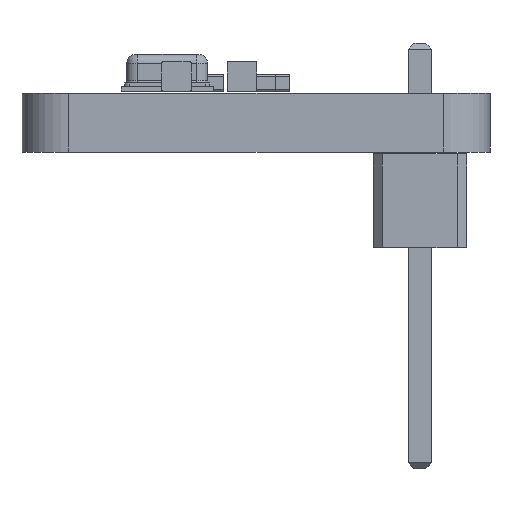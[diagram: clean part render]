
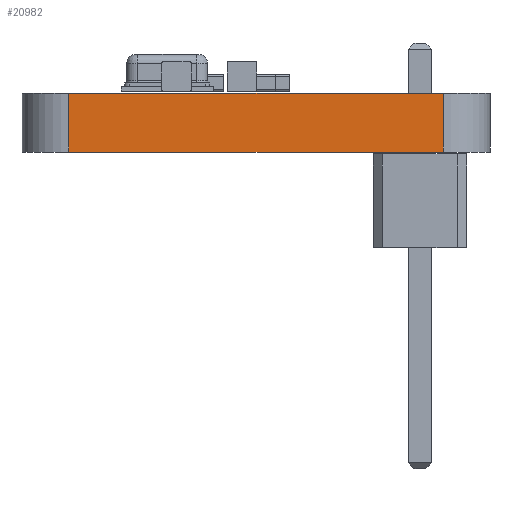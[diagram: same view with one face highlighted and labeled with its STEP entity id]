
A CAD part, left-side view. The second image highlights one B-rep face of the part: STEP entity #20982.
In plain terms, the highlighted planar face has unit normal (-1, 0, 0).
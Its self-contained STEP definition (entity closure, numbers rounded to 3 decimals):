
#20799 = CYLINDRICAL_SURFACE('',#20800,1.27);
#20800 = AXIS2_PLACEMENT_3D('',#20801,#20802,#20803);
#20801 = CARTESIAN_POINT('',(142.24,-98.425,0.));
#20802 = DIRECTION('',(0.,0.,-1.));
#20803 = DIRECTION('',(1.,0.,0.));
#20824 = VERTEX_POINT('',#20825);
#20825 = CARTESIAN_POINT('',(140.97,-98.425,1.6));
#20840 = PLANE('',#20841);
#20841 = AXIS2_PLACEMENT_3D('',#20842,#20843,#20844);
#20842 = CARTESIAN_POINT('',(147.32,-103.505,1.6));
#20843 = DIRECTION('',(0.,0.,1.));
#20844 = DIRECTION('',(1.,0.,0.));
#20852 = EDGE_CURVE('',#20853,#20824,#20855,.T.);
#20853 = VERTEX_POINT('',#20854);
#20854 = CARTESIAN_POINT('',(140.97,-98.425,0.));
#20855 = SURFACE_CURVE('',#20856,(#20860,#20867),.PCURVE_S1.);
#20856 = LINE('',#20857,#20858);
#20857 = CARTESIAN_POINT('',(140.97,-98.425,0.));
#20858 = VECTOR('',#20859,1.);
#20859 = DIRECTION('',(0.,0.,1.));
#20860 = PCURVE('',#20799,#20861);
#20861 = DEFINITIONAL_REPRESENTATION('',(#20862),#20866);
#20862 = LINE('',#20863,#20864);
#20863 = CARTESIAN_POINT('',(-3.142,0.));
#20864 = VECTOR('',#20865,1.);
#20865 = DIRECTION('',(0.,-1.));
#20866 = ( GEOMETRIC_REPRESENTATION_CONTEXT(2) 
PARAMETRIC_REPRESENTATION_CONTEXT() REPRESENTATION_CONTEXT('2D SPACE',''
  ) );
#20867 = PCURVE('',#20868,#20873);
#20868 = PLANE('',#20869);
#20869 = AXIS2_PLACEMENT_3D('',#20870,#20871,#20872);
#20870 = CARTESIAN_POINT('',(140.97,-98.425,0.));
#20871 = DIRECTION('',(1.,0.,0.));
#20872 = DIRECTION('',(0.,-1.,0.));
#20873 = DEFINITIONAL_REPRESENTATION('',(#20874),#20878);
#20874 = LINE('',#20875,#20876);
#20875 = CARTESIAN_POINT('',(0.,0.));
#20876 = VECTOR('',#20877,1.);
#20877 = DIRECTION('',(0.,-1.));
#20878 = ( GEOMETRIC_REPRESENTATION_CONTEXT(2) 
PARAMETRIC_REPRESENTATION_CONTEXT() REPRESENTATION_CONTEXT('2D SPACE',''
  ) );
#20895 = PLANE('',#20896);
#20896 = AXIS2_PLACEMENT_3D('',#20897,#20898,#20899);
#20897 = CARTESIAN_POINT('',(147.32,-103.505,0.));
#20898 = DIRECTION('',(0.,0.,1.));
#20899 = DIRECTION('',(1.,0.,0.));
#20982 = ADVANCED_FACE('',(#20983),#20868,.F.);
#20983 = FACE_BOUND('',#20984,.F.);
#20984 = EDGE_LOOP('',(#20985,#20986,#21009,#21037));
#20985 = ORIENTED_EDGE('',*,*,#20852,.T.);
#20986 = ORIENTED_EDGE('',*,*,#20987,.T.);
#20987 = EDGE_CURVE('',#20824,#20988,#20990,.T.);
#20988 = VERTEX_POINT('',#20989);
#20989 = CARTESIAN_POINT('',(140.97,-108.585,1.6));
#20990 = SURFACE_CURVE('',#20991,(#20995,#21002),.PCURVE_S1.);
#20991 = LINE('',#20992,#20993);
#20992 = CARTESIAN_POINT('',(140.97,-98.425,1.6));
#20993 = VECTOR('',#20994,1.);
#20994 = DIRECTION('',(0.,-1.,0.));
#20995 = PCURVE('',#20868,#20996);
#20996 = DEFINITIONAL_REPRESENTATION('',(#20997),#21001);
#20997 = LINE('',#20998,#20999);
#20998 = CARTESIAN_POINT('',(0.,-1.6));
#20999 = VECTOR('',#21000,1.);
#21000 = DIRECTION('',(1.,0.));
#21001 = ( GEOMETRIC_REPRESENTATION_CONTEXT(2) 
PARAMETRIC_REPRESENTATION_CONTEXT() REPRESENTATION_CONTEXT('2D SPACE',''
  ) );
#21002 = PCURVE('',#20840,#21003);
#21003 = DEFINITIONAL_REPRESENTATION('',(#21004),#21008);
#21004 = LINE('',#21005,#21006);
#21005 = CARTESIAN_POINT('',(-6.35,5.08));
#21006 = VECTOR('',#21007,1.);
#21007 = DIRECTION('',(0.,-1.));
#21008 = ( GEOMETRIC_REPRESENTATION_CONTEXT(2) 
PARAMETRIC_REPRESENTATION_CONTEXT() REPRESENTATION_CONTEXT('2D SPACE',''
  ) );
#21009 = ORIENTED_EDGE('',*,*,#21010,.F.);
#21010 = EDGE_CURVE('',#21011,#20988,#21013,.T.);
#21011 = VERTEX_POINT('',#21012);
#21012 = CARTESIAN_POINT('',(140.97,-108.585,0.));
#21013 = SURFACE_CURVE('',#21014,(#21018,#21025),.PCURVE_S1.);
#21014 = LINE('',#21015,#21016);
#21015 = CARTESIAN_POINT('',(140.97,-108.585,0.));
#21016 = VECTOR('',#21017,1.);
#21017 = DIRECTION('',(0.,0.,1.));
#21018 = PCURVE('',#20868,#21019);
#21019 = DEFINITIONAL_REPRESENTATION('',(#21020),#21024);
#21020 = LINE('',#21021,#21022);
#21021 = CARTESIAN_POINT('',(10.16,0.));
#21022 = VECTOR('',#21023,1.);
#21023 = DIRECTION('',(0.,-1.));
#21024 = ( GEOMETRIC_REPRESENTATION_CONTEXT(2) 
PARAMETRIC_REPRESENTATION_CONTEXT() REPRESENTATION_CONTEXT('2D SPACE',''
  ) );
#21025 = PCURVE('',#21026,#21031);
#21026 = CYLINDRICAL_SURFACE('',#21027,1.27);
#21027 = AXIS2_PLACEMENT_3D('',#21028,#21029,#21030);
#21028 = CARTESIAN_POINT('',(142.24,-108.585,0.));
#21029 = DIRECTION('',(0.,0.,-1.));
#21030 = DIRECTION('',(1.,0.,0.));
#21031 = DEFINITIONAL_REPRESENTATION('',(#21032),#21036);
#21032 = LINE('',#21033,#21034);
#21033 = CARTESIAN_POINT('',(-3.142,0.));
#21034 = VECTOR('',#21035,1.);
#21035 = DIRECTION('',(0.,-1.));
#21036 = ( GEOMETRIC_REPRESENTATION_CONTEXT(2) 
PARAMETRIC_REPRESENTATION_CONTEXT() REPRESENTATION_CONTEXT('2D SPACE',''
  ) );
#21037 = ORIENTED_EDGE('',*,*,#21038,.F.);
#21038 = EDGE_CURVE('',#20853,#21011,#21039,.T.);
#21039 = SURFACE_CURVE('',#21040,(#21044,#21051),.PCURVE_S1.);
#21040 = LINE('',#21041,#21042);
#21041 = CARTESIAN_POINT('',(140.97,-98.425,0.));
#21042 = VECTOR('',#21043,1.);
#21043 = DIRECTION('',(0.,-1.,0.));
#21044 = PCURVE('',#20868,#21045);
#21045 = DEFINITIONAL_REPRESENTATION('',(#21046),#21050);
#21046 = LINE('',#21047,#21048);
#21047 = CARTESIAN_POINT('',(0.,0.));
#21048 = VECTOR('',#21049,1.);
#21049 = DIRECTION('',(1.,0.));
#21050 = ( GEOMETRIC_REPRESENTATION_CONTEXT(2) 
PARAMETRIC_REPRESENTATION_CONTEXT() REPRESENTATION_CONTEXT('2D SPACE',''
  ) );
#21051 = PCURVE('',#20895,#21052);
#21052 = DEFINITIONAL_REPRESENTATION('',(#21053),#21057);
#21053 = LINE('',#21054,#21055);
#21054 = CARTESIAN_POINT('',(-6.35,5.08));
#21055 = VECTOR('',#21056,1.);
#21056 = DIRECTION('',(0.,-1.));
#21057 = ( GEOMETRIC_REPRESENTATION_CONTEXT(2) 
PARAMETRIC_REPRESENTATION_CONTEXT() REPRESENTATION_CONTEXT('2D SPACE',''
  ) );
